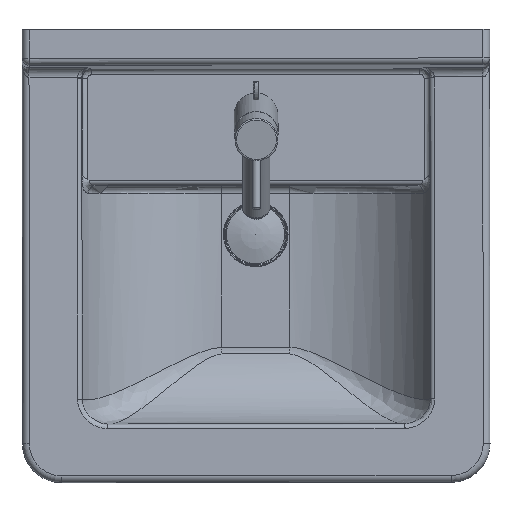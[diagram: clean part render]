
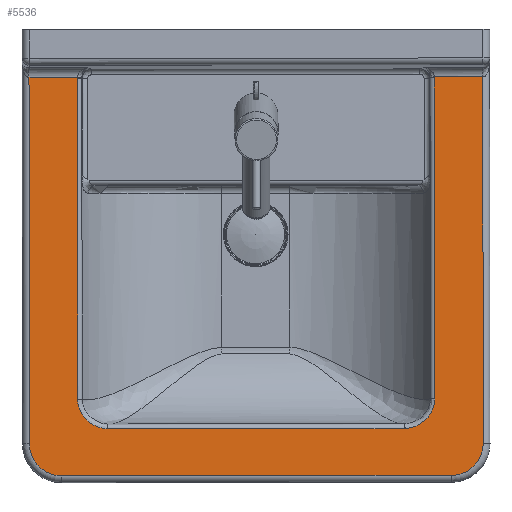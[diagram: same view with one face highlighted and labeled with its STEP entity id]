
A CAD part, top view. The second image highlights one B-rep face of the part: STEP entity #5536.
In plain terms, the highlighted face is planar.
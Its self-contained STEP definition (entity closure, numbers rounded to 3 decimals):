
#4023=CARTESIAN_POINT('',(13.908,-23.824,160.0));
#4024=VERTEX_POINT('',#4023);
#4071=CARTESIAN_POINT('',(13.863,-24.941,160.0));
#4072=VERTEX_POINT('',#4071);
#4088=CARTESIAN_POINT('',(13.908,-23.824,160.0));
#4089=CARTESIAN_POINT('',(13.878,-24.196,160.0));
#4090=CARTESIAN_POINT('',(13.863,-24.569,160.0));
#4091=CARTESIAN_POINT('',(13.863,-24.941,160.0));
#4092=B_SPLINE_CURVE_WITH_KNOTS('',3,(#4088,#4089,#4090,#4091),.UNSPECIFIED.,.F.,.U.,(4,4),(0.0,0.112),.UNSPECIFIED.);
#4093=EDGE_CURVE('',#4024,#4072,#4092,.T.);
#4103=CARTESIAN_POINT('',(13.863,-354.422,160.0));
#4104=VERTEX_POINT('',#4103);
#4114=CARTESIAN_POINT('',(13.863,-24.941,160.0));
#4115=DIRECTION('',(0.0,-1.0,0.0));
#4116=VECTOR('',#4115,329.481);
#4117=LINE('',#4114,#4116);
#4118=EDGE_CURVE('',#4072,#4104,#4117,.T.);
#4193=CARTESIAN_POINT('',(44.431,-385.024,160.0));
#4194=VERTEX_POINT('',#4193);
#4195=CARTESIAN_POINT('',(13.863,-354.422,160.0));
#4196=CARTESIAN_POINT('',(13.863,-356.675,160.0));
#4197=CARTESIAN_POINT('',(14.419,-361.229,160.));
#4198=CARTESIAN_POINT('',(17.41,-369.23,160.));
#4199=CARTESIAN_POINT('',(21.694,-374.669,160.));
#4200=CARTESIAN_POINT('',(28.692,-380.448,160.));
#4201=CARTESIAN_POINT('',(35.414,-383.756,160.));
#4202=CARTESIAN_POINT('',(42.181,-384.868,160.0));
#4203=CARTESIAN_POINT('',(44.431,-385.024,160.0));
#4204=B_SPLINE_CURVE_WITH_KNOTS('',3,(#4195,#4196,#4197,#4198,#4199,#4200,#4201,#4202,#4203),.UNSPECIFIED.,.F.,.U.,(4,1,1,1,1,1,4),(0.,0.676,1.351,2.534,2.703,4.054,4.73),.UNSPECIFIED.);
#4205=EDGE_CURVE('',#4104,#4194,#4204,.T.);
#4271=CARTESIAN_POINT('',(349.967,-385.024,160.));
#4272=VERTEX_POINT('',#4271);
#4273=CARTESIAN_POINT('',(44.431,-385.024,160.0));
#4274=DIRECTION('',(1.0,0.0,0.0));
#4275=VECTOR('',#4274,305.536);
#4276=LINE('',#4273,#4275);
#4277=EDGE_CURVE('',#4194,#4272,#4276,.T.);
#4375=CARTESIAN_POINT('',(380.49,-23.824,160.0));
#4376=VERTEX_POINT('',#4375);
#4444=CARTESIAN_POINT('',(380.535,-24.941,160.0));
#4445=VERTEX_POINT('',#4444);
#4453=CARTESIAN_POINT('',(380.535,-24.941,160.0));
#4454=CARTESIAN_POINT('',(380.535,-24.569,160.0));
#4455=CARTESIAN_POINT('',(380.52,-24.196,160.0));
#4456=CARTESIAN_POINT('',(380.49,-23.824,160.0));
#4457=B_SPLINE_CURVE_WITH_KNOTS('',3,(#4453,#4454,#4455,#4456),.UNSPECIFIED.,.F.,.U.,(4,4),(0.0,0.112),.UNSPECIFIED.);
#4458=EDGE_CURVE('',#4445,#4376,#4457,.T.);
#4468=CARTESIAN_POINT('',(380.535,-354.422,160.0));
#4469=VERTEX_POINT('',#4468);
#4477=CARTESIAN_POINT('',(380.535,-354.422,160.0));
#4478=DIRECTION('',(0.0,1.0,0.0));
#4479=VECTOR('',#4478,329.481);
#4480=LINE('',#4477,#4479);
#4481=EDGE_CURVE('',#4469,#4445,#4480,.T.);
#4537=CARTESIAN_POINT('',(349.967,-385.024,160.));
#4538=CARTESIAN_POINT('',(352.217,-384.868,160.));
#4539=CARTESIAN_POINT('',(356.734,-384.118,160.0));
#4540=CARTESIAN_POINT('',(365.245,-380.931,160.0));
#4541=CARTESIAN_POINT('',(374.398,-373.82,160.));
#4542=CARTESIAN_POINT('',(379.709,-363.5,160.0));
#4543=CARTESIAN_POINT('',(380.535,-356.675,160.0));
#4544=CARTESIAN_POINT('',(380.535,-354.422,160.0));
#4545=B_SPLINE_CURVE_WITH_KNOTS('',3,(#4537,#4538,#4539,#4540,#4541,#4542,#4543,#4544),.UNSPECIFIED.,.F.,.U.,(4,1,1,1,1,4),(0.251,0.926,1.602,2.954,4.305,4.981),.UNSPECIFIED.);
#4546=EDGE_CURVE('',#4272,#4469,#4545,.T.);
#5003=CARTESIAN_POINT('',(430.199,-23.824,160.0));
#5004=VERTEX_POINT('',#5003);
#5005=CARTESIAN_POINT('',(380.49,-23.824,160.0));
#5006=DIRECTION('',(1.0,0.0,0.0));
#5007=VECTOR('',#5006,49.709);
#5008=LINE('',#5005,#5007);
#5009=EDGE_CURVE('',#4376,#5004,#5008,.T.);
#5393=CARTESIAN_POINT('',(-35.801,-23.824,160.0));
#5394=VERTEX_POINT('',#5393);
#5402=CARTESIAN_POINT('',(-35.801,-23.824,160.0));
#5403=DIRECTION('',(1.0,0.0,0.0));
#5404=VECTOR('',#5403,49.709);
#5405=LINE('',#5402,#5404);
#5406=EDGE_CURVE('',#5394,#4024,#5405,.T.);
#5480=CARTESIAN_POINT('',(397.199,-135.065,160.0));
#5481=DIRECTION('',(0.0,0.0,1.0));
#5482=DIRECTION('',(1.0,0.0,0.0));
#5483=AXIS2_PLACEMENT_3D('',#5480,#5481,#5482);
#5484=PLANE('',#5483);
#5485=ORIENTED_EDGE('',*,*,#4093,.F.);
#5486=ORIENTED_EDGE('',*,*,#5406,.F.);
#5487=CARTESIAN_POINT('',(-35.801,-400.065,160.0));
#5488=VERTEX_POINT('',#5487);
#5489=CARTESIAN_POINT('',(-35.801,-400.065,160.0));
#5490=DIRECTION('',(0.0,1.0,0.0));
#5491=VECTOR('',#5490,376.241);
#5492=LINE('',#5489,#5491);
#5493=EDGE_CURVE('',#5488,#5394,#5492,.T.);
#5494=ORIENTED_EDGE('',*,*,#5493,.F.);
#5495=CARTESIAN_POINT('',(-2.801,-433.065,160.0));
#5496=VERTEX_POINT('',#5495);
#5497=CARTESIAN_POINT('',(-2.801,-400.065,160.0));
#5498=DIRECTION('',(0.0,0.0,-1.));
#5499=DIRECTION('',(-0.707,-0.707,0.0));
#5500=AXIS2_PLACEMENT_3D('',#5497,#5498,#5499);
#5501=CIRCLE('',#5500,33.0);
#5502=EDGE_CURVE('',#5496,#5488,#5501,.T.);
#5503=ORIENTED_EDGE('',*,*,#5502,.F.);
#5504=CARTESIAN_POINT('',(397.199,-433.065,160.0));
#5505=VERTEX_POINT('',#5504);
#5506=CARTESIAN_POINT('',(397.199,-433.065,160.0));
#5507=DIRECTION('',(-1.0,0.0,0.0));
#5508=VECTOR('',#5507,400.);
#5509=LINE('',#5506,#5508);
#5510=EDGE_CURVE('',#5505,#5496,#5509,.T.);
#5511=ORIENTED_EDGE('',*,*,#5510,.F.);
#5512=CARTESIAN_POINT('',(430.199,-400.065,160.0));
#5513=VERTEX_POINT('',#5512);
#5514=CARTESIAN_POINT('',(397.199,-400.065,160.0));
#5515=DIRECTION('',(0.0,0.0,-1.));
#5516=DIRECTION('',(0.707,-0.707,0.0));
#5517=AXIS2_PLACEMENT_3D('',#5514,#5515,#5516);
#5518=CIRCLE('',#5517,33.);
#5519=EDGE_CURVE('',#5513,#5505,#5518,.T.);
#5520=ORIENTED_EDGE('',*,*,#5519,.F.);
#5521=CARTESIAN_POINT('',(430.199,-23.824,160.0));
#5522=DIRECTION('',(0.0,-1.0,0.0));
#5523=VECTOR('',#5522,376.241);
#5524=LINE('',#5521,#5523);
#5525=EDGE_CURVE('',#5004,#5513,#5524,.T.);
#5526=ORIENTED_EDGE('',*,*,#5525,.F.);
#5527=ORIENTED_EDGE('',*,*,#5009,.F.);
#5528=ORIENTED_EDGE('',*,*,#4458,.F.);
#5529=ORIENTED_EDGE('',*,*,#4481,.F.);
#5530=ORIENTED_EDGE('',*,*,#4546,.F.);
#5531=ORIENTED_EDGE('',*,*,#4277,.F.);
#5532=ORIENTED_EDGE('',*,*,#4205,.F.);
#5533=ORIENTED_EDGE('',*,*,#4118,.F.);
#5534=EDGE_LOOP('',(#5485,#5486,#5494,#5503,#5511,#5520,#5526,#5527,#5528,#5529,#5530,#5531,#5532,#5533));
#5535=FACE_OUTER_BOUND('',#5534,.T.);
#5536=ADVANCED_FACE('',(#5535),#5484,.T.);
